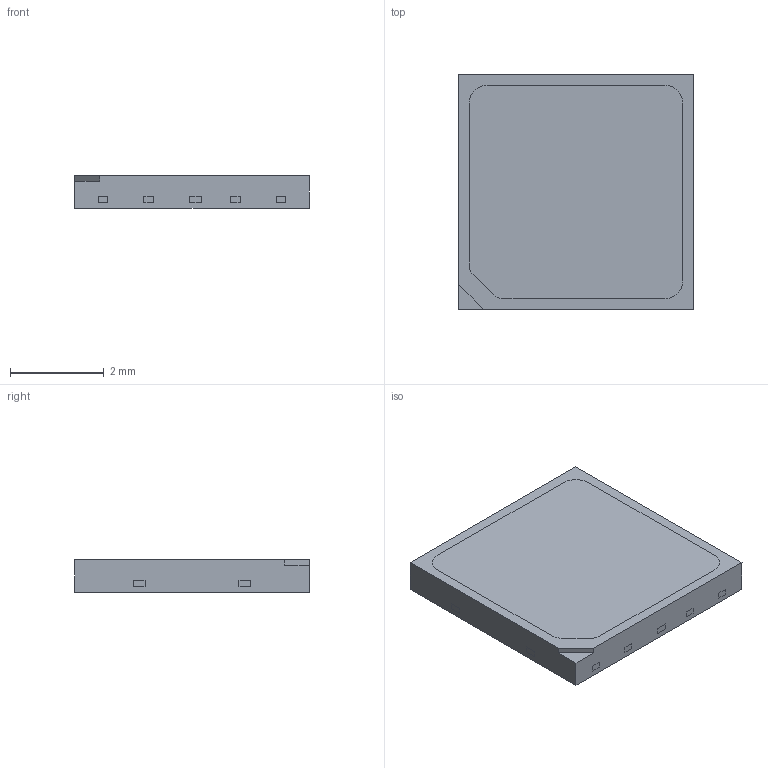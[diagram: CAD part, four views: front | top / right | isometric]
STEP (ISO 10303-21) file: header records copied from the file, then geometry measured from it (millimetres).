
FILE_DESCRIPTION (( 'STEP AP203' ), '1' );
FILE_NAME ('GW Q9LR32pm_20200519_geometry.STEP', '2020-05-18T08:48:21', ( 'User' ), ( '' ), 'SwSTEP 2.0', 'SolidWorks 2017', '' );
FILE_SCHEMA (( 'CONFIG_CONTROL_DESIGN' ));
Length unit declared in the file: millimetre
Products named in the file (1): GW Q9LR32pm_20200519_geometry
Bounding box: 5 x 5 x 0.7 mm (x, y, z)
Volume: 17.5 mm3; surface area: 64 mm2
Topology: 1 solids, 1 shells, 25 faces, 102 edges, 96 vertices
Faces by surface type: plane 25
Entity records: 1289 total; most frequent: CARTESIAN_POINT 316, ORIENTED_EDGE 204, DIRECTION 140, EDGE_CURVE 102, VERTEX_POINT 96, LINE 88, VECTOR 88, EDGE_LOOP 42
